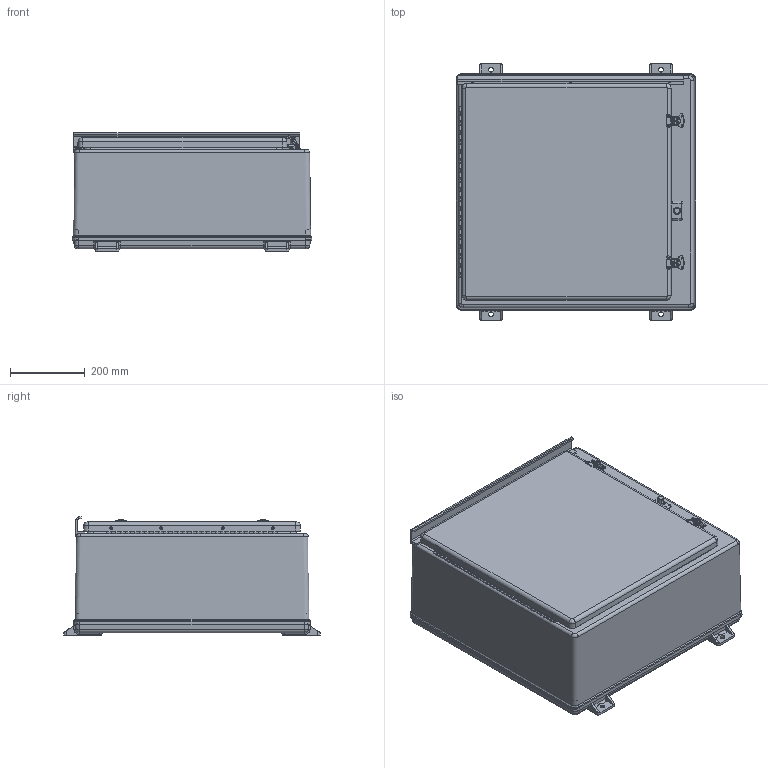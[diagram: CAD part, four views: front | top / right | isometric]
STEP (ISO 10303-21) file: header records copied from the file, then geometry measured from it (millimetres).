
FILE_DESCRIPTION(/* description */ (''),/* implementation_level */ '2;1');
FILE_NAME(/* name */ 'HW-N3R242410CH.stp',/* time_stamp */ '2014-03-14T06:30:01-05:00',/* author */ ('pmescher'),/* organization */ (''),/* preprocessor_version */ 'ST-DEVELOPER v15.2',/* originating_system */ 'Autodesk Inventor 2014',/* authorisation */ '');
FILE_SCHEMA (('AUTOMOTIVE_DESIGN { 1 0 10303 214 3 1 1 }'));
Length unit declared in the file: inch
Products named in the file (26): WPN242410SRT; WPN2424B; N2424RS; WPN242410RTPCVR; N242410G; WPN2424RU; LL150  LATCH KEEPER PAD; LL150 LATCH RIVET PIN; LL150 KEEPER PAD ASSEMBLY; 10-24 X 0.375 DP BRASS INSERT; LL150 LATCH CAM; LL150 LATCH WING; LL150 LATCH BASE; LL150 LATCH HINGE PIN; N SERIES LL150 LATCH; HASP; HASP INSERT; HASP SCREW; HASP ASSEMBLY; 0.13 RIVET PIN; SS HINGE PIN (18); SS HINGE COVER (18); SS HINGE BASE  (18); 18; N242410RT_STP
Bounding box: 641.35 x 685.8 x 315.9 mm (x, y, z)
Volume: 8460485.2 mm3; surface area: 3519608 mm2
Topology: 42 solids, 42 shells, 1182 faces, 2874 edges, 1781 vertices
Faces by surface type: plane 462, cylinder 460, torus 103, bspline 91, cone 40, sphere 26
Full cylindrical faces by diameter (mm): 1.587 x8, 1.651 x11, 3.175 x37, 3.302 x45, 3.429 x4, 3.5 x4, 3.556 x8, 3.683 x2, 3.969 x4, 4.762 x4, 5.08 x4, 5.105 x1, 5.11 x1, 6.35 x1, 7.137 x6, 7.544 x11, 8.64 x2, 10.312 x1, 12.954 x2, 12.959 x2, 14.3 x4
Entity records: 30513 total; most frequent: CARTESIAN_POINT 8639, DIRECTION 4645, ORIENTED_EDGE 4126, EDGE_CURVE 2063, AXIS2_PLACEMENT_3D 1773, VERTEX_POINT 1374, EDGE_LOOP 1237, LINE 1099
